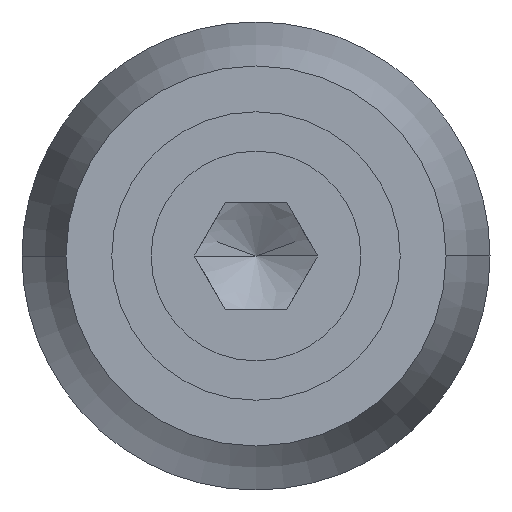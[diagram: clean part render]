
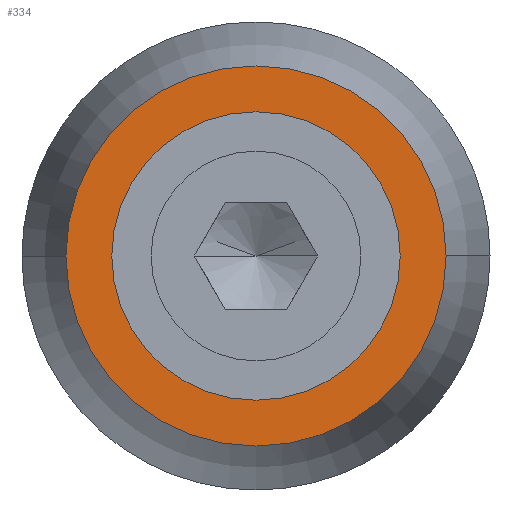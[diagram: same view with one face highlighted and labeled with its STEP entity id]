
A CAD part, left-side view. The second image highlights one B-rep face of the part: STEP entity #334.
In plain terms, the highlighted planar face has unit normal (-1, 0, 0).
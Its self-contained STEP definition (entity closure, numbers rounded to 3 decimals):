
#134=EDGE_CURVE('',#312,#144,#370,.T.);
#142=EDGE_CURVE('',#180,#184,#382,.T.);
#144=VERTEX_POINT('',#384);
#180=VERTEX_POINT('',#426);
#184=VERTEX_POINT('',#430);
#218=EDGE_CURVE('',#184,#180,#469,.T.);
#296=EDGE_CURVE('',#144,#312,#553,.T.);
#312=VERTEX_POINT('',#572);
#334=ADVANCED_FACE('',(#595,#596),#597,.T.);
#370=CIRCLE('',#625,14.5);
#382=CIRCLE('',#638,11.);
#384=CARTESIAN_POINT('',(11.0,14.5,0.));
#426=CARTESIAN_POINT('',(11.0,-11.,0.));
#430=CARTESIAN_POINT('',(11.0,11.0,0.));
#469=CIRCLE('',#764,11.);
#553=CIRCLE('',#903,14.5);
#572=CARTESIAN_POINT('',(11.0,-14.5,0.));
#595=FACE_OUTER_BOUND('',#967,.T.);
#596=FACE_BOUND('',#968,.T.);
#597=PLANE('',#969);
#625=AXIS2_PLACEMENT_3D('',#997,#998,#999);
#638=AXIS2_PLACEMENT_3D('',#1028,#1029,#1030);
#764=AXIS2_PLACEMENT_3D('',#1147,#1148,#1149);
#903=AXIS2_PLACEMENT_3D('',#1233,#1234,#1235);
#967=EDGE_LOOP('',(#1279,#1280));
#968=EDGE_LOOP('',(#1281,#1282));
#969=AXIS2_PLACEMENT_3D('',#1283,#1284,#1285);
#997=CARTESIAN_POINT('',(11.0,0.,0.));
#998=DIRECTION('',(1.0,0.0,-0.0));
#999=DIRECTION('',(0.0,1.0,0.));
#1028=CARTESIAN_POINT('',(11.0,0.,0.));
#1029=DIRECTION('',(1.0,0.0,-0.0));
#1030=DIRECTION('',(0.0,1.0,0.));
#1147=CARTESIAN_POINT('',(11.0,0.,0.));
#1148=DIRECTION('',(1.0,0.0,-0.0));
#1149=DIRECTION('',(0.0,1.0,0.));
#1233=CARTESIAN_POINT('',(11.0,0.,0.));
#1234=DIRECTION('',(1.0,0.0,-0.0));
#1235=DIRECTION('',(0.0,1.0,0.));
#1279=ORIENTED_EDGE('',*,*,#296,.F.);
#1280=ORIENTED_EDGE('',*,*,#134,.F.);
#1281=ORIENTED_EDGE('',*,*,#218,.T.);
#1282=ORIENTED_EDGE('',*,*,#142,.T.);
#1283=CARTESIAN_POINT('',(11.0,12.75,0.));
#1284=DIRECTION('',(-1.0,0.0,0.0));
#1285=DIRECTION('',(0.0,-1.0,0.));
